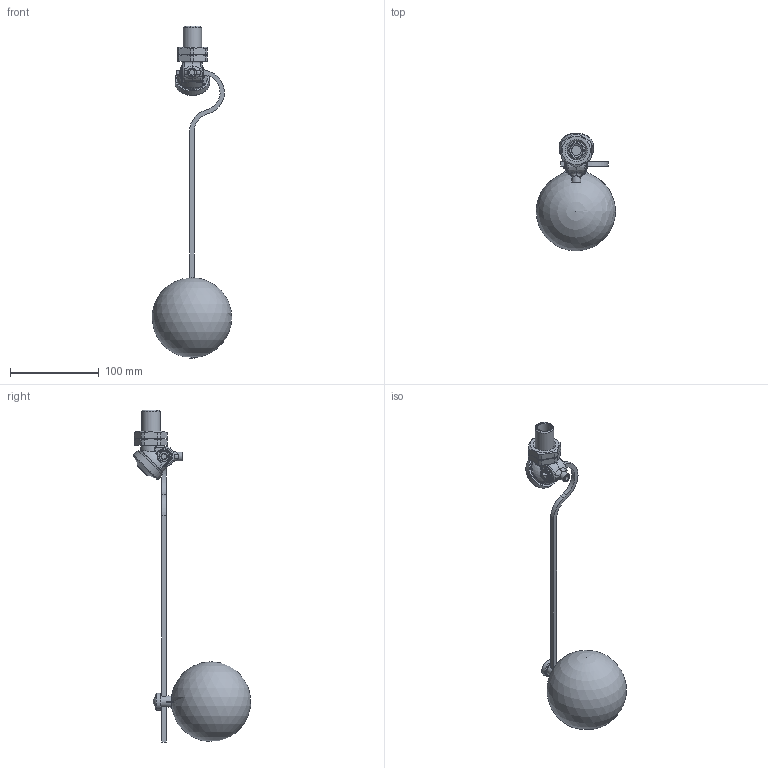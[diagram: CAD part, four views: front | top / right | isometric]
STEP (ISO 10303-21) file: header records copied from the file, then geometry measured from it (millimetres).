
FILE_DESCRIPTION(/* description */ (''),/* implementation_level */ '2;1');
FILE_NAME(/* name */ '000712-F_KU.stp',/* time_stamp */ '2019-01-18T09:40:43+01:00',/* author */ ('junkers'),/* organization */ (''),/* preprocessor_version */ 'ST-DEVELOPER v17.2',/* originating_system */ 'Autodesk Inventor 2019',/* authorisation */ '');
FILE_SCHEMA (('AUTOMOTIVE_DESIGN { 1 0 10303 214 3 1 1 }'));
Length unit declared in the file: millimetre
Products named in the file (1): 000712_step
Bounding box: 89.67 x 132.33 x 374.66 mm (x, y, z)
Volume: 442802.3 mm3; surface area: 46962.5 mm2
Topology: 1 solids, 1 shells, 257 faces, 702 edges, 438 vertices
Faces by surface type: plane 80, cylinder 61, bspline 61, cone 25, torus 23, sphere 7
Full cylindrical faces by diameter (mm): 2 x1, 6 x1, 10 x1, 11 x2, 13.157 x2, 15 x1, 16 x1, 19 x1, 20.955 x1, 35 x1, 39 x1
Entity records: 9733 total; most frequent: CARTESIAN_POINT 3514, ORIENTED_EDGE 1384, DIRECTION 1216, EDGE_CURVE 692, AXIS2_PLACEMENT_3D 493, VERTEX_POINT 438, CIRCLE 294, EDGE_LOOP 272
